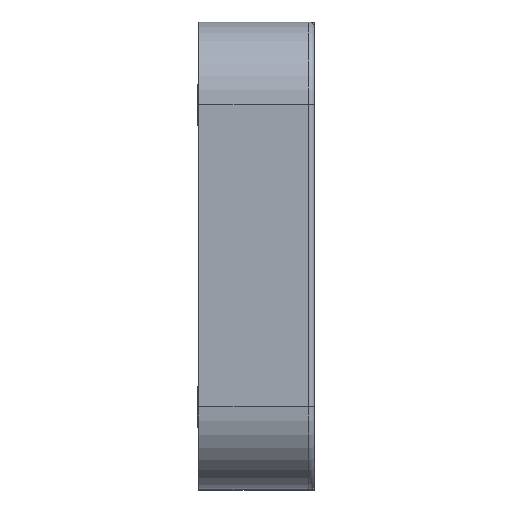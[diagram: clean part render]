
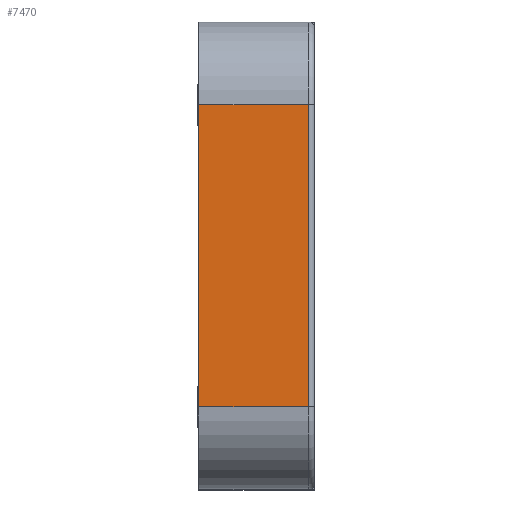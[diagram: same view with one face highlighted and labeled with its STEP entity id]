
A CAD part, top view. The second image highlights one B-rep face of the part: STEP entity #7470.
In plain terms, the highlighted face is planar.
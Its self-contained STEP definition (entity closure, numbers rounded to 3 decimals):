
#791=PLANE('',#7968);
#999=FACE_OUTER_BOUND('',#1415,.T.);
#1415=EDGE_LOOP('',(#5890,#5891,#5892,#5893));
#1647=LINE('',#9526,#2067);
#1838=LINE('',#14873,#2258);
#1839=LINE('',#14875,#2259);
#1840=LINE('',#14876,#2260);
#2067=VECTOR('',#8203,10.);
#2258=VECTOR('',#8886,10.);
#2259=VECTOR('',#8887,10.);
#2260=VECTOR('',#8888,10.);
#2772=VERTEX_POINT('',#9523);
#2773=VERTEX_POINT('',#9525);
#3334=VERTEX_POINT('',#14872);
#3335=VERTEX_POINT('',#14874);
#3570=EDGE_CURVE('',#2773,#2772,#1647,.T.);
#4317=EDGE_CURVE('',#2772,#3334,#1838,.T.);
#4318=EDGE_CURVE('',#3335,#3334,#1839,.T.);
#4319=EDGE_CURVE('',#2773,#3335,#1840,.T.);
#5890=ORIENTED_EDGE('',*,*,#3570,.T.);
#5891=ORIENTED_EDGE('',*,*,#4317,.T.);
#5892=ORIENTED_EDGE('',*,*,#4318,.F.);
#5893=ORIENTED_EDGE('',*,*,#4319,.F.);
#7470=ADVANCED_FACE('',(#999),#791,.T.);
#7968=AXIS2_PLACEMENT_3D('',#14871,#8884,#8885);
#8203=DIRECTION('',(0.,-1.,0.));
#8884=DIRECTION('center_axis',(-1.,0.,0.));
#8885=DIRECTION('ref_axis',(0.,0.,1.));
#8886=DIRECTION('',(0.,0.,1.));
#8887=DIRECTION('',(0.,-1.,0.));
#8888=DIRECTION('',(0.,0.,1.));
#9523=CARTESIAN_POINT('',(-40.,-25.858,-0.8));
#9525=CARTESIAN_POINT('',(-40.,25.858,-0.8));
#9526=CARTESIAN_POINT('',(-40.,0.,-0.8));
#14871=CARTESIAN_POINT('Origin',(-40.,0.,23.5));
#14872=CARTESIAN_POINT('',(-40.,-25.858,18.));
#14873=CARTESIAN_POINT('',(-40.,-25.858,19.));
#14874=CARTESIAN_POINT('',(-40.,25.858,18.));
#14875=CARTESIAN_POINT('',(-40.,0.,18.));
#14876=CARTESIAN_POINT('',(-40.,25.858,19.));
